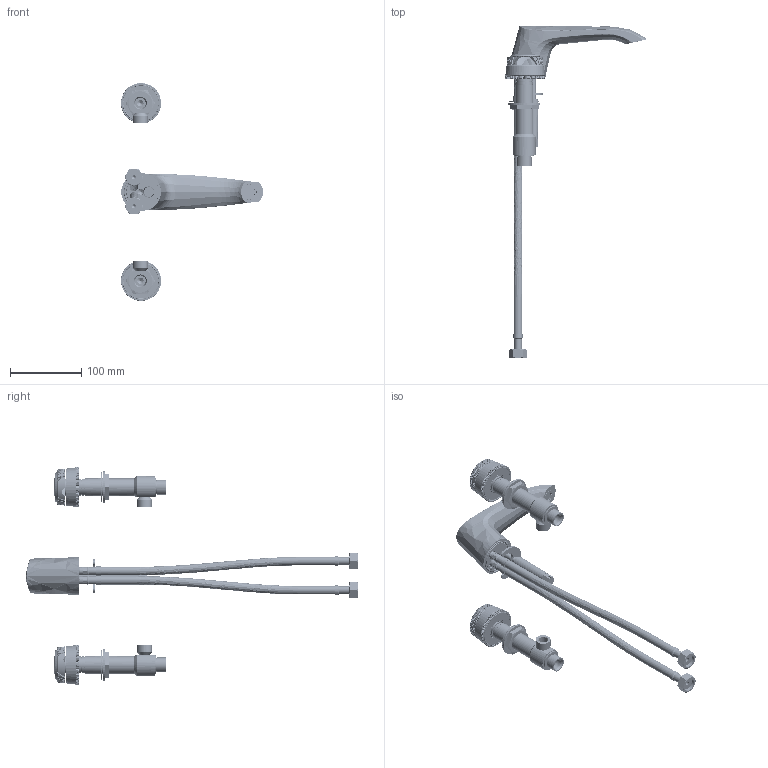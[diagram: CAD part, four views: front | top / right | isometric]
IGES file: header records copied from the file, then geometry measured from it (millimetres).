
Global section: file name: T10KA14-R; native system: Autodesk Inventor 2020; preprocessor: unknown; author: pbiran; date: 20200521.153758; units: millimetre
Bounding box: 199.89 x 467.07 x 306.42 mm (x, y, z)
Volume: 498068 mm3; surface area: 205303.7 mm2
Topology: 32 solids, 33 shells, 33473 faces, 75452 edges, 42175 vertices
Faces by surface type: bspline 33456, offset 17
